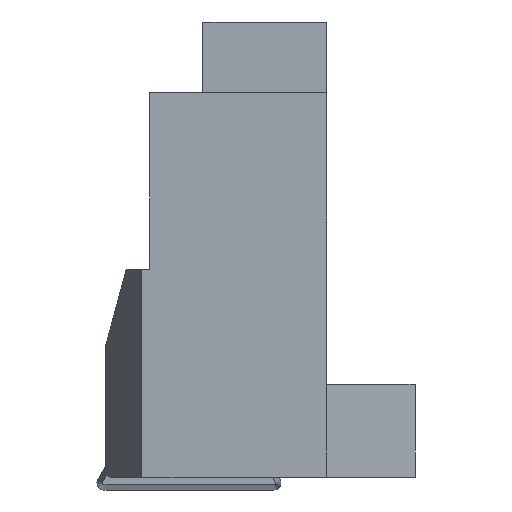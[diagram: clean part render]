
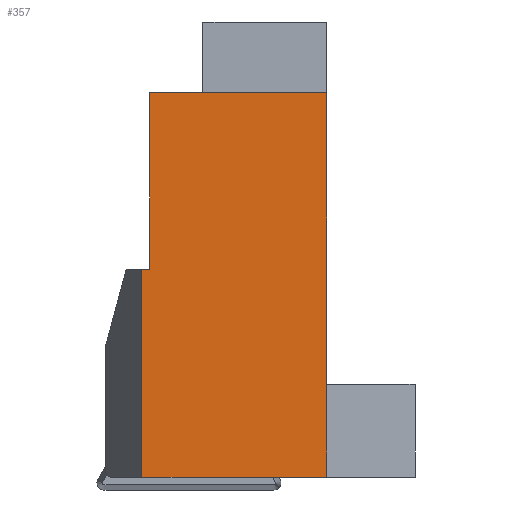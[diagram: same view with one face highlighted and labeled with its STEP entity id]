
A CAD part, front view. The second image highlights one B-rep face of the part: STEP entity #357.
In plain terms, the highlighted planar face has unit normal (0, -1, 0).
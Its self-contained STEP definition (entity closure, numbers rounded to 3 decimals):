
#357=ADVANCED_FACE('',(#444),#401,.F.);
#401=PLANE('',#1170);
#444=FACE_OUTER_BOUND('',#498,.T.);
#498=EDGE_LOOP('',(#637,#638,#639,#640,#641,#642,#643,#644));
#637=ORIENTED_EDGE('',*,*,#840,.T.);
#638=ORIENTED_EDGE('',*,*,#901,.F.);
#639=ORIENTED_EDGE('',*,*,#902,.T.);
#640=ORIENTED_EDGE('',*,*,#903,.T.);
#641=ORIENTED_EDGE('',*,*,#904,.T.);
#642=ORIENTED_EDGE('',*,*,#905,.F.);
#643=ORIENTED_EDGE('',*,*,#906,.F.);
#644=ORIENTED_EDGE('',*,*,#889,.T.);
#763=VERTEX_POINT('',#1459);
#765=VERTEX_POINT('',#1462);
#796=VERTEX_POINT('',#1586);
#804=VERTEX_POINT('',#1610);
#805=VERTEX_POINT('',#1612);
#806=VERTEX_POINT('',#1614);
#807=VERTEX_POINT('',#1616);
#808=VERTEX_POINT('',#1618);
#840=EDGE_CURVE('',#765,#763,#957,.T.);
#889=EDGE_CURVE('',#796,#765,#983,.T.);
#901=EDGE_CURVE('',#804,#763,#993,.T.);
#902=EDGE_CURVE('',#804,#805,#994,.T.);
#903=EDGE_CURVE('',#805,#806,#995,.T.);
#904=EDGE_CURVE('',#806,#807,#996,.T.);
#905=EDGE_CURVE('',#808,#807,#997,.T.);
#906=EDGE_CURVE('',#796,#808,#998,.T.);
#957=LINE('',#1461,#1039);
#983=LINE('',#1585,#1065);
#993=LINE('',#1609,#1075);
#994=LINE('',#1611,#1076);
#995=LINE('',#1613,#1077);
#996=LINE('',#1615,#1078);
#997=LINE('',#1617,#1079);
#998=LINE('',#1619,#1080);
#1039=VECTOR('',#1208,1.);
#1065=VECTOR('',#1320,1.);
#1075=VECTOR('',#1342,1.);
#1076=VECTOR('',#1343,1.);
#1077=VECTOR('',#1344,1.);
#1078=VECTOR('',#1345,1.);
#1079=VECTOR('',#1346,1.);
#1080=VECTOR('',#1347,1.);
#1170=AXIS2_PLACEMENT_3D('',#1620,#1348,#1349);
#1208=DIRECTION('',(-1.,0.,0.));
#1320=DIRECTION('',(0.,0.,1.));
#1342=DIRECTION('',(0.,0.,-1.));
#1343=DIRECTION('',(-1.,0.,0.));
#1344=DIRECTION('',(0.,0.,-1.));
#1345=DIRECTION('',(-1.,0.,0.));
#1346=DIRECTION('',(0.,0.,1.));
#1347=DIRECTION('',(-1.,0.,0.));
#1348=DIRECTION('',(0.,1.,0.));
#1349=DIRECTION('',(0.,0.,-1.));
#1459=CARTESIAN_POINT('',(0.,0.,-33.05));
#1461=CARTESIAN_POINT('',(10.017,0.,-33.05));
#1462=CARTESIAN_POINT('',(0.017,0.,-33.05));
#1585=CARTESIAN_POINT('',(0.017,0.,-33.05));
#1586=CARTESIAN_POINT('',(0.017,0.,-43.55));
#1609=CARTESIAN_POINT('',(0.,0.,-33.05));
#1610=CARTESIAN_POINT('',(0.,0.,0.));
#1611=CARTESIAN_POINT('',(-14.,0.,0.));
#1612=CARTESIAN_POINT('',(-20.,0.,0.));
#1613=CARTESIAN_POINT('',(-20.,0.,0.));
#1614=CARTESIAN_POINT('',(-20.,0.,-20.));
#1615=CARTESIAN_POINT('',(-20.,0.,-20.));
#1616=CARTESIAN_POINT('',(-20.917,0.,-20.));
#1617=CARTESIAN_POINT('',(-20.917,0.,-33.05));
#1618=CARTESIAN_POINT('',(-20.917,0.,-43.55));
#1619=CARTESIAN_POINT('',(0.,0.,-43.55));
#1620=CARTESIAN_POINT('',(0.,0.,-33.05));
